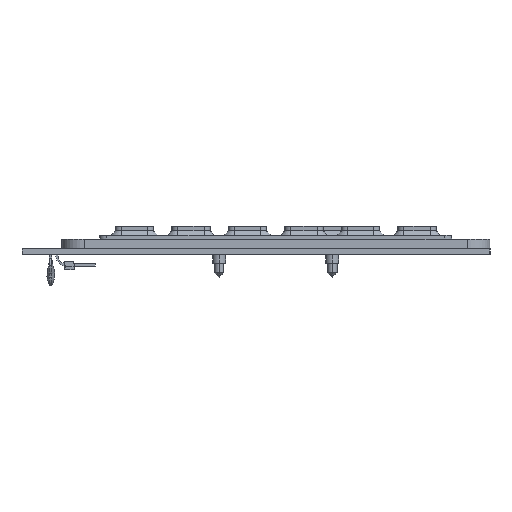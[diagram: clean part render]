
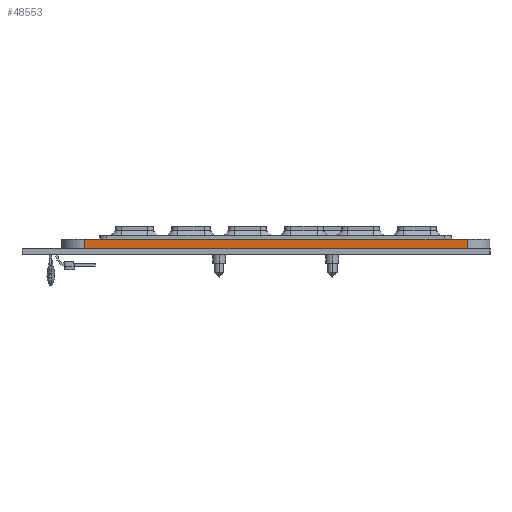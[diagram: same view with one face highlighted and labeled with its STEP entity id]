
A CAD part, left-side view. The second image highlights one B-rep face of the part: STEP entity #48553.
In plain terms, the highlighted planar face has unit normal (-1, 0, 0).
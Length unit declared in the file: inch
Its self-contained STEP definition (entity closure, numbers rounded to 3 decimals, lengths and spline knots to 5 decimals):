
#1649 = EDGE_LOOP ( 'NONE', ( #49137, #49139, #49138, #49140 ) ) ;
#4850 = FACE_OUTER_BOUND ( 'NONE', #1649, .T. ) ;
#4854 = AXIS2_PLACEMENT_3D ( 'NONE', #7039, #7040, #7041 ) ;
#7038 = PLANE ( 'NONE',  #4854 ) ;
#7039 = CARTESIAN_POINT ( 'NONE',  ( -6.19955, 0., 0.1 ) ) ;
#7040 = DIRECTION ( 'NONE',  ( -1., 0., 0. ) ) ;
#7041 = DIRECTION ( 'NONE',  ( 0., -1., 0. ) ) ;
#10035 = VERTEX_POINT ( 'NONE', #35136 ) ;
#10269 = VERTEX_POINT ( 'NONE', #35253 ) ;
#19625 = EDGE_CURVE ( 'NONE', #38373, #10269, #25425, .T. ) ;
#20066 = EDGE_CURVE ( 'NONE', #38363, #38373, #22726, .T. ) ;
#20110 = EDGE_CURVE ( 'NONE', #10035, #10269, #22783, .T. ) ;
#20112 = EDGE_CURVE ( 'NONE', #38363, #10035, #22786, .T. ) ;
#20266 = CARTESIAN_POINT ( 'NONE',  ( -6.19955, 39.94153, 0.1 ) ) ;
#20284 = CARTESIAN_POINT ( 'NONE',  ( -6.19955, 43.94866, 0.1 ) ) ;
#22726 = LINE ( 'NONE', #22727, #41063 ) ;
#22727 = CARTESIAN_POINT ( 'NONE',  ( -6.19955, 0., 0.1 ) ) ;
#22728 = DIRECTION ( 'NONE',  ( 0., 1., 0. ) ) ;
#22783 = LINE ( 'NONE', #22784, #41082 ) ;
#22784 = CARTESIAN_POINT ( 'NONE',  ( -6.19955, 0., 0. ) ) ;
#22785 = DIRECTION ( 'NONE',  ( 0., 1., 0. ) ) ;
#22786 = LINE ( 'NONE', #22787, #41084 ) ;
#22787 = CARTESIAN_POINT ( 'NONE',  ( -6.19955, 39.94153, 0.1 ) ) ;
#22788 = DIRECTION ( 'NONE',  ( 0., 0., -1. ) ) ;
#25425 = LINE ( 'NONE', #25426, #46972 ) ;
#25426 = CARTESIAN_POINT ( 'NONE',  ( -6.19955, 43.94866, 0.1 ) ) ;
#25427 = DIRECTION ( 'NONE',  ( 0., 0., -1. ) ) ;
#35136 = CARTESIAN_POINT ( 'NONE',  ( -6.19955, 39.94153, 0. ) ) ;
#35253 = CARTESIAN_POINT ( 'NONE',  ( -6.19955, 43.94866, 0. ) ) ;
#38363 = VERTEX_POINT ( 'NONE', #20266 ) ;
#38373 = VERTEX_POINT ( 'NONE', #20284 ) ;
#41063 = VECTOR ( 'NONE', #22728, 39.37008 ) ;
#41082 = VECTOR ( 'NONE', #22785, 39.37008 ) ;
#41084 = VECTOR ( 'NONE', #22788, 39.37008 ) ;
#46972 = VECTOR ( 'NONE', #25427, 39.37008 ) ;
#48553 = ADVANCED_FACE ( 'NONE', ( #4850 ), #7038, .T. ) ;
#49137 = ORIENTED_EDGE ( 'NONE', *, *, #20110, .F. ) ;
#49138 = ORIENTED_EDGE ( 'NONE', *, *, #20066, .T. ) ;
#49139 = ORIENTED_EDGE ( 'NONE', *, *, #20112, .F. ) ;
#49140 = ORIENTED_EDGE ( 'NONE', *, *, #19625, .T. ) ;
